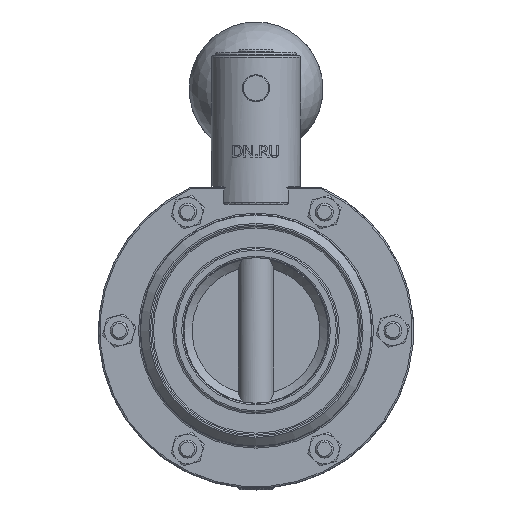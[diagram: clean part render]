
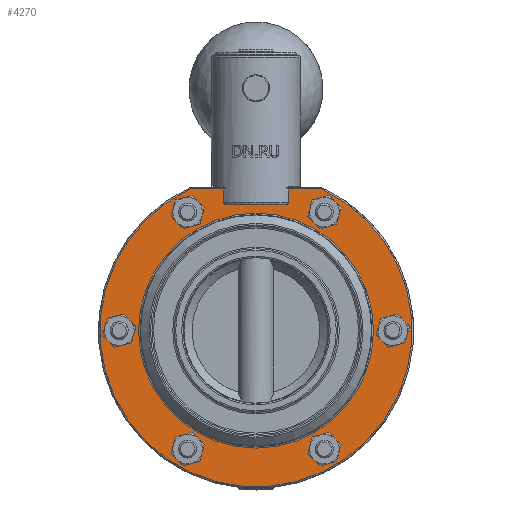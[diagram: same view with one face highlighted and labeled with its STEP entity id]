
A CAD part, top view. The second image highlights one B-rep face of the part: STEP entity #4270.
In plain terms, the highlighted planar face has unit normal (0, 0, 1).
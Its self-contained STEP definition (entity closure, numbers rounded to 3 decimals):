
#171=FACE_BOUND('',#1148,.T.);
#172=FACE_BOUND('',#1149,.T.);
#173=FACE_BOUND('',#1150,.T.);
#174=FACE_BOUND('',#1151,.T.);
#175=FACE_BOUND('',#1152,.T.);
#176=FACE_BOUND('',#1153,.T.);
#177=FACE_BOUND('',#1154,.T.);
#216=PLANE('',#4751);
#367=LINE('',#7696,#581);
#581=VECTOR('',#5471,10.);
#877=FACE_OUTER_BOUND('',#1147,.T.);
#1147=EDGE_LOOP('',(#3123,#3124));
#1148=EDGE_LOOP('',(#3125));
#1149=EDGE_LOOP('',(#3126));
#1150=EDGE_LOOP('',(#3127));
#1151=EDGE_LOOP('',(#3128));
#1152=EDGE_LOOP('',(#3129));
#1153=EDGE_LOOP('',(#3130));
#1154=EDGE_LOOP('',(#3131));
#1460=CIRCLE('',#4743,52.5);
#1466=CIRCLE('',#4752,3.);
#1467=CIRCLE('',#4753,3.);
#1468=CIRCLE('',#4754,3.);
#1469=CIRCLE('',#4755,3.);
#1470=CIRCLE('',#4756,3.);
#1471=CIRCLE('',#4757,3.);
#1472=CIRCLE('',#4758,39.5);
#1911=VERTEX_POINT('',#7665);
#1916=VERTEX_POINT('',#7679);
#1924=VERTEX_POINT('',#7715);
#1925=VERTEX_POINT('',#7717);
#1926=VERTEX_POINT('',#7719);
#1927=VERTEX_POINT('',#7721);
#1928=VERTEX_POINT('',#7723);
#1929=VERTEX_POINT('',#7725);
#1930=VERTEX_POINT('',#7727);
#2372=EDGE_CURVE('',#1911,#1916,#1460,.T.);
#2374=EDGE_CURVE('',#1916,#1911,#367,.T.);
#2384=EDGE_CURVE('',#1924,#1924,#1466,.T.);
#2385=EDGE_CURVE('',#1925,#1925,#1467,.T.);
#2386=EDGE_CURVE('',#1926,#1926,#1468,.T.);
#2387=EDGE_CURVE('',#1927,#1927,#1469,.T.);
#2388=EDGE_CURVE('',#1928,#1928,#1470,.T.);
#2389=EDGE_CURVE('',#1929,#1929,#1471,.T.);
#2390=EDGE_CURVE('',#1930,#1930,#1472,.T.);
#3123=ORIENTED_EDGE('',*,*,#2372,.F.);
#3124=ORIENTED_EDGE('',*,*,#2374,.F.);
#3125=ORIENTED_EDGE('',*,*,#2384,.T.);
#3126=ORIENTED_EDGE('',*,*,#2385,.T.);
#3127=ORIENTED_EDGE('',*,*,#2386,.T.);
#3128=ORIENTED_EDGE('',*,*,#2387,.T.);
#3129=ORIENTED_EDGE('',*,*,#2388,.T.);
#3130=ORIENTED_EDGE('',*,*,#2389,.T.);
#3131=ORIENTED_EDGE('',*,*,#2390,.F.);
#4270=ADVANCED_FACE('',(#877,#171,#172,#173,#174,#175,#176,#177),#216,.T.);
#4743=AXIS2_PLACEMENT_3D('',#7680,#5467,#5468);
#4751=AXIS2_PLACEMENT_3D('',#7714,#5488,#5489);
#4752=AXIS2_PLACEMENT_3D('',#7716,#5490,#5491);
#4753=AXIS2_PLACEMENT_3D('',#7718,#5492,#5493);
#4754=AXIS2_PLACEMENT_3D('',#7720,#5494,#5495);
#4755=AXIS2_PLACEMENT_3D('',#7722,#5496,#5497);
#4756=AXIS2_PLACEMENT_3D('',#7724,#5498,#5499);
#4757=AXIS2_PLACEMENT_3D('',#7726,#5500,#5501);
#4758=AXIS2_PLACEMENT_3D('',#7728,#5502,#5503);
#5467=DIRECTION('center_axis',(0.,0.,-1.));
#5468=DIRECTION('ref_axis',(0.,-1.,0.));
#5471=DIRECTION('',(1.,0.,0.));
#5488=DIRECTION('center_axis',(0.,0.,1.));
#5489=DIRECTION('ref_axis',(1.,0.,0.));
#5490=DIRECTION('center_axis',(0.,0.,-1.));
#5491=DIRECTION('ref_axis',(-1.,0.,0.));
#5492=DIRECTION('center_axis',(0.,0.,-1.));
#5493=DIRECTION('ref_axis',(-1.,0.,0.));
#5494=DIRECTION('center_axis',(0.,0.,-1.));
#5495=DIRECTION('ref_axis',(-1.,0.,0.));
#5496=DIRECTION('center_axis',(0.,0.,-1.));
#5497=DIRECTION('ref_axis',(-1.,0.,0.));
#5498=DIRECTION('center_axis',(0.,0.,-1.));
#5499=DIRECTION('ref_axis',(-1.,0.,0.));
#5500=DIRECTION('center_axis',(0.,0.,-1.));
#5501=DIRECTION('ref_axis',(-1.,0.,0.));
#5502=DIRECTION('center_axis',(0.,0.,1.));
#5503=DIRECTION('ref_axis',(-1.,0.,0.));
#7665=CARTESIAN_POINT('',(21.931,47.7,10.1));
#7679=CARTESIAN_POINT('',(-21.931,47.7,10.1));
#7680=CARTESIAN_POINT('Origin',(0.,0.,10.1));
#7696=CARTESIAN_POINT('',(0.,47.7,10.1));
#7714=CARTESIAN_POINT('Origin',(0.,0.,10.1));
#7715=CARTESIAN_POINT('',(26.,-39.837,10.1));
#7716=CARTESIAN_POINT('Origin',(23.,-39.837,10.1));
#7717=CARTESIAN_POINT('',(-20.,-39.837,10.1));
#7718=CARTESIAN_POINT('Origin',(-23.,-39.837,10.1));
#7719=CARTESIAN_POINT('',(-43.,0.,10.1));
#7720=CARTESIAN_POINT('Origin',(-46.,0.,10.1));
#7721=CARTESIAN_POINT('',(-20.,39.837,10.1));
#7722=CARTESIAN_POINT('Origin',(-23.,39.837,10.1));
#7723=CARTESIAN_POINT('',(26.,39.837,10.1));
#7724=CARTESIAN_POINT('Origin',(23.,39.837,10.1));
#7725=CARTESIAN_POINT('',(49.,0.,10.1));
#7726=CARTESIAN_POINT('Origin',(46.,0.,10.1));
#7727=CARTESIAN_POINT('',(39.5,0.,10.1));
#7728=CARTESIAN_POINT('Origin',(0.,0.,10.1));
